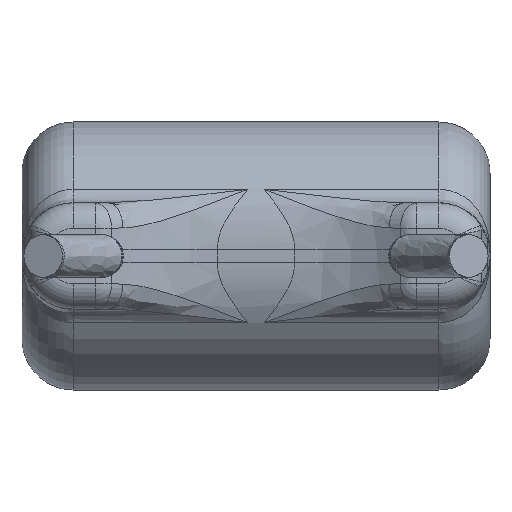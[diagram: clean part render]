
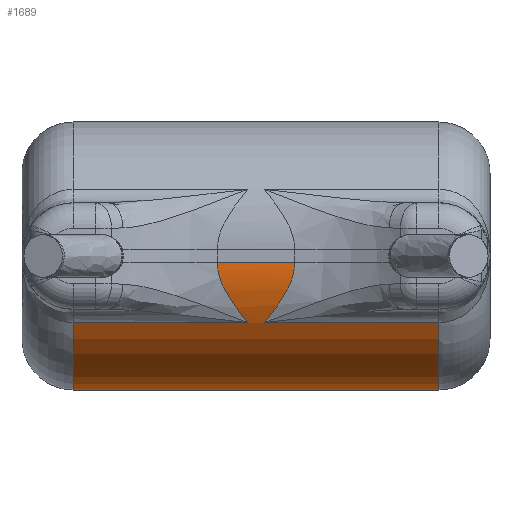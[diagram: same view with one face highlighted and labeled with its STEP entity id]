
A CAD part, front view. The second image highlights one B-rep face of the part: STEP entity #1689.
In plain terms, the highlighted cylindrical face has radius 1.5 mm (diameter 3 mm), a partial arc.
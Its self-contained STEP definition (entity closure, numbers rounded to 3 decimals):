
#16 = EDGE_CURVE ( 'NONE', #3024, #2382, #1676, .T. ) ;
#222 = CARTESIAN_POINT ( 'NONE',  ( 0., -0.5, -1.575 ) ) ;
#279 = EDGE_CURVE ( 'NONE', #2382, #3102, #3844, .T. ) ;
#288 = CARTESIAN_POINT ( 'NONE',  ( 0.454, -2., -0.145 ) ) ;
#324 = CARTESIAN_POINT ( 'NONE',  ( 2.15, -0.5, -1.575 ) ) ;
#354 = EDGE_LOOP ( 'NONE', ( #4339, #1660, #3786, #766, #1707, #4121, #3463, #708 ) ) ;
#402 = CYLINDRICAL_SURFACE ( 'NONE', #1949, 1.5 ) ;
#416 = CARTESIAN_POINT ( 'NONE',  ( -0.097, -1.822, -0.783 ) ) ;
#540 = LINE ( 'NONE', #3315, #3147 ) ;
#589 = VECTOR ( 'NONE', #1220, 1000. ) ;
#708 = ORIENTED_EDGE ( 'NONE', *, *, #1565, .F. ) ;
#732 = VERTEX_POINT ( 'NONE', #3973 ) ;
#766 = ORIENTED_EDGE ( 'NONE', *, *, #4323, .F. ) ;
#929 = VECTOR ( 'NONE', #2692, 1000. ) ;
#992 = AXIS2_PLACEMENT_3D ( 'NONE', #4172, #1444, #2149 ) ;
#996 = CARTESIAN_POINT ( 'NONE',  ( -2.75, -1.822, -0.783 ) ) ;
#1062 = AXIS2_PLACEMENT_3D ( 'NONE', #3847, #2840, #3170 ) ;
#1149 = CARTESIAN_POINT ( 'NONE',  ( 2.15, -1.822, -0.783 ) ) ;
#1157 = CARTESIAN_POINT ( 'NONE',  ( -2.15, -1.822, -0.783 ) ) ;
#1220 = DIRECTION ( 'NONE',  ( -1., 0., 0. ) ) ;
#1223 = EDGE_CURVE ( 'NONE', #3102, #1308, #2064, .T. ) ;
#1308 = VERTEX_POINT ( 'NONE', #2655 ) ;
#1440 = CARTESIAN_POINT ( 'NONE',  ( -0.261, -1.918, -0.579 ) ) ;
#1444 = DIRECTION ( 'NONE',  ( -1., 0., 0. ) ) ;
#1469 = B_SPLINE_CURVE_WITH_KNOTS ( 'NONE', 3,
 ( #3859, #4169, #2823, #1440, #1834, #416 ),
 .UNSPECIFIED., .F., .F.,
 ( 4, 2, 4 ),
 ( 0., 0., 0.001 ),
 .UNSPECIFIED. ) ;
#1486 = DIRECTION ( 'NONE',  ( 0., 0., -1. ) ) ;
#1565 = EDGE_CURVE ( 'NONE', #732, #1308, #2032, .T. ) ;
#1609 = CARTESIAN_POINT ( 'NONE',  ( -2.15, -0.5, -1.575 ) ) ;
#1613 = CARTESIAN_POINT ( 'NONE',  ( 0.454, -2., -0.075 ) ) ;
#1660 = ORIENTED_EDGE ( 'NONE', *, *, #2917, .T. ) ;
#1676 = CIRCLE ( 'NONE', #992, 1.5 ) ;
#1689 = ADVANCED_FACE ( 'NONE', ( #2791 ), #402, .T. ) ;
#1707 = ORIENTED_EDGE ( 'NONE', *, *, #16, .T. ) ;
#1783 = CARTESIAN_POINT ( 'NONE',  ( 0.097, -1.822, -0.783 ) ) ;
#1834 = CARTESIAN_POINT ( 'NONE',  ( -0.178, -1.876, -0.683 ) ) ;
#1943 = CARTESIAN_POINT ( 'NONE',  ( 0.097, -1.822, -0.783 ) ) ;
#1949 = AXIS2_PLACEMENT_3D ( 'NONE', #3846, #3536, #1486 ) ;
#2032 = LINE ( 'NONE', #2097, #3888 ) ;
#2064 = B_SPLINE_CURVE_WITH_KNOTS ( 'NONE', 3,
 ( #1943, #2989, #3261, #3956, #3600, #2256, #288, #1613 ),
 .UNSPECIFIED., .F., .F.,
 ( 4, 2, 2, 4 ),
 ( 0., 0., 0., 0.001 ),
 .UNSPECIFIED. ) ;
#2097 = CARTESIAN_POINT ( 'NONE',  ( -2.75, -2., -0.075 ) ) ;
#2149 = DIRECTION ( 'NONE',  ( 0., -1., 0. ) ) ;
#2256 = CARTESIAN_POINT ( 'NONE',  ( 0.441, -1.995, -0.214 ) ) ;
#2382 = VERTEX_POINT ( 'NONE', #1149 ) ;
#2395 = CIRCLE ( 'NONE', #1062, 1.5 ) ;
#2598 = DIRECTION ( 'NONE',  ( -1., 0., 0. ) ) ;
#2653 = EDGE_CURVE ( 'NONE', #732, #2969, #1469, .T. ) ;
#2655 = CARTESIAN_POINT ( 'NONE',  ( 0.454, -2., -0.075 ) ) ;
#2687 = EDGE_CURVE ( 'NONE', #2924, #4329, #2395, .T. ) ;
#2692 = DIRECTION ( 'NONE',  ( -1., 0., 0. ) ) ;
#2791 = FACE_OUTER_BOUND ( 'NONE', #354, .T. ) ;
#2823 = CARTESIAN_POINT ( 'NONE',  ( -0.4, -1.98, -0.346 ) ) ;
#2840 = DIRECTION ( 'NONE',  ( 1., 0., 0. ) ) ;
#2917 = EDGE_CURVE ( 'NONE', #2969, #2924, #540, .T. ) ;
#2924 = VERTEX_POINT ( 'NONE', #1157 ) ;
#2969 = VERTEX_POINT ( 'NONE', #4331 ) ;
#2989 = CARTESIAN_POINT ( 'NONE',  ( 0.178, -1.876, -0.683 ) ) ;
#3024 = VERTEX_POINT ( 'NONE', #324 ) ;
#3102 = VERTEX_POINT ( 'NONE', #1783 ) ;
#3147 = VECTOR ( 'NONE', #2598, 1000. ) ;
#3170 = DIRECTION ( 'NONE',  ( 0., 1., 0. ) ) ;
#3261 = CARTESIAN_POINT ( 'NONE',  ( 0.261, -1.918, -0.579 ) ) ;
#3315 = CARTESIAN_POINT ( 'NONE',  ( -2.75, -1.822, -0.783 ) ) ;
#3347 = LINE ( 'NONE', #222, #589 ) ;
#3463 = ORIENTED_EDGE ( 'NONE', *, *, #1223, .T. ) ;
#3536 = DIRECTION ( 'NONE',  ( 1., 0., 0. ) ) ;
#3600 = CARTESIAN_POINT ( 'NONE',  ( 0.396, -1.977, -0.344 ) ) ;
#3786 = ORIENTED_EDGE ( 'NONE', *, *, #2687, .T. ) ;
#3844 = LINE ( 'NONE', #996, #929 ) ;
#3846 = CARTESIAN_POINT ( 'NONE',  ( -2.75, -0.5, -0.075 ) ) ;
#3847 = CARTESIAN_POINT ( 'NONE',  ( -2.15, -0.5, -0.075 ) ) ;
#3859 = CARTESIAN_POINT ( 'NONE',  ( -0.454, -2., -0.075 ) ) ;
#3888 = VECTOR ( 'NONE', #4139, 1000. ) ;
#3956 = CARTESIAN_POINT ( 'NONE',  ( 0.365, -1.965, -0.405 ) ) ;
#3973 = CARTESIAN_POINT ( 'NONE',  ( -0.454, -2., -0.075 ) ) ;
#4121 = ORIENTED_EDGE ( 'NONE', *, *, #279, .T. ) ;
#4139 = DIRECTION ( 'NONE',  ( 1., 0., 0. ) ) ;
#4169 = CARTESIAN_POINT ( 'NONE',  ( -0.454, -2., -0.215 ) ) ;
#4172 = CARTESIAN_POINT ( 'NONE',  ( 2.15, -0.5, -0.075 ) ) ;
#4323 = EDGE_CURVE ( 'NONE', #3024, #4329, #3347, .T. ) ;
#4329 = VERTEX_POINT ( 'NONE', #1609 ) ;
#4331 = CARTESIAN_POINT ( 'NONE',  ( -0.097, -1.822, -0.783 ) ) ;
#4339 = ORIENTED_EDGE ( 'NONE', *, *, #2653, .T. ) ;
